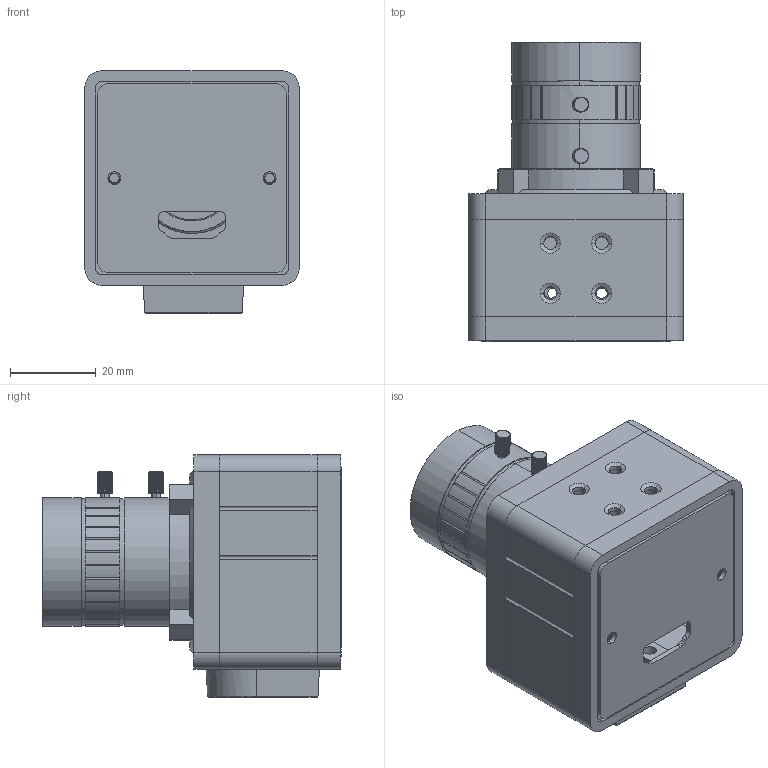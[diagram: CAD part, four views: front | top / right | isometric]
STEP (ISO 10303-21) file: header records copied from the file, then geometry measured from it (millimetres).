
FILE_DESCRIPTION (( 'STEP AP214' ), '1' );
FILE_NAME ('b0241.STEP', '2020-12-17T07:13:50', ( '' ), ( '' ), 'SwSTEP 2.0', 'SolidWorks 2020', '' );
FILE_SCHEMA (( 'AUTOMOTIVE_DESIGN' ));
Length unit declared in the file: millimetre
Products named in the file (7): 6mm cs 噩芛; 陔噩芛奻扢數; 陔噩芛狟扢數; 陔噩芛菁釱扢數; 陔噩芛笢扢數; b0241; 陔噩芛綴裔扢數
Assembly tree (6 placements, depth 2):
  b0241
    陔噩芛笢扢數
    陔噩芛奻扢數
    陔噩芛狟扢數
    陔噩芛綴裔扢數
    6mm cs 噩芛
    陔噩芛菁釱扢數
Bounding box: 50 x 69.7 x 56.5 mm (x, y, z)
Volume: 41774.6 mm3; surface area: 36075.5 mm2
Topology: 8 solids, 12 shells, 854 faces, 2270 edges, 1466 vertices
Faces by surface type: cylinder 482, plane 262, cone 83, bspline 22, torus 5
Entity records: 34826 total; most frequent: CARTESIAN_POINT 11578, ORIENTED_EDGE 4540, DIRECTION 4400, EDGE_CURVE 2270, AXIS2_PLACEMENT_3D 1654, VERTEX_POINT 1466, VECTOR 1092, LINE 1092
